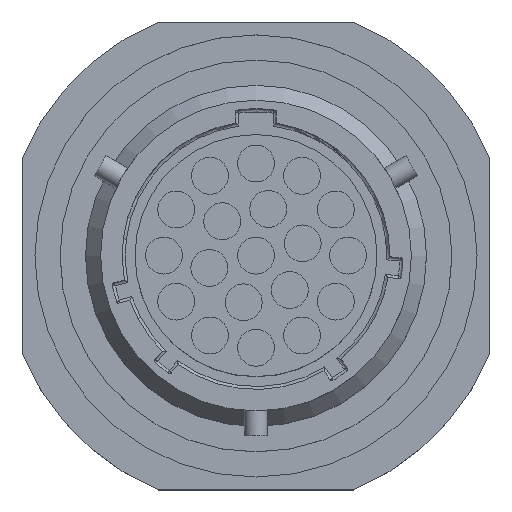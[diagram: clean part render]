
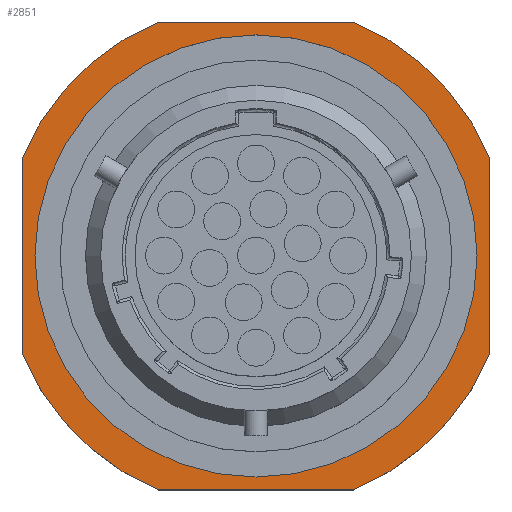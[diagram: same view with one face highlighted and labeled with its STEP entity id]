
A CAD part, top view. The second image highlights one B-rep face of the part: STEP entity #2851.
In plain terms, the highlighted planar face has unit normal (0, 0, 1).
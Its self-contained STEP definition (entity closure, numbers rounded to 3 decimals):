
#76=LINE($,#4945,#152);
#84=LINE($,#4967,#160);
#85=LINE($,#4968,#161);
#86=LINE($,#4969,#162);
#152=VECTOR($,#4128,15.94);
#160=VECTOR($,#4152,15.94);
#161=VECTOR($,#4153,15.94);
#162=VECTOR($,#4154,15.94);
#385=FACE_BOUND($,#1045,.T.);
#683=FACE_OUTER_BOUND($,#1044,.T.);
#1044=EDGE_LOOP($,(#2214,#2215,#2216,#2217,#2218,#2219,#2220,#2221));
#1045=EDGE_LOOP($,(#2222));
#1274=CIRCLE($,#3331,20.65);
#1276=CIRCLE($,#3334,20.65);
#1280=CIRCLE($,#3341,20.65);
#1281=CIRCLE($,#3343,20.65);
#1282=CIRCLE($,#3345,18.);
#1480=VERTEX_POINT($,#4924);
#1481=VERTEX_POINT($,#4925);
#1484=VERTEX_POINT($,#4933);
#1485=VERTEX_POINT($,#4934);
#1488=VERTEX_POINT($,#4942);
#1493=VERTEX_POINT($,#4957);
#1494=VERTEX_POINT($,#4961);
#1495=VERTEX_POINT($,#4962);
#1496=VERTEX_POINT($,#4970);
#1730=EDGE_CURVE($,#1480,#1481,#1274,.T.);
#1734=EDGE_CURVE($,#1484,#1485,#1276,.T.);
#1739=EDGE_CURVE($,#1488,#1480,#76,.T.);
#1747=EDGE_CURVE($,#1488,#1493,#1280,.T.);
#1748=EDGE_CURVE($,#1494,#1495,#1281,.T.);
#1751=EDGE_CURVE($,#1494,#1493,#84,.T.);
#1752=EDGE_CURVE($,#1485,#1495,#85,.T.);
#1753=EDGE_CURVE($,#1481,#1484,#86,.T.);
#1754=EDGE_CURVE($,#1496,#1496,#1282,.T.);
#2214=ORIENTED_EDGE($,*,*,#1747,.T.);
#2215=ORIENTED_EDGE($,*,*,#1751,.F.);
#2216=ORIENTED_EDGE($,*,*,#1748,.T.);
#2217=ORIENTED_EDGE($,*,*,#1752,.F.);
#2218=ORIENTED_EDGE($,*,*,#1734,.F.);
#2219=ORIENTED_EDGE($,*,*,#1753,.F.);
#2220=ORIENTED_EDGE($,*,*,#1730,.F.);
#2221=ORIENTED_EDGE($,*,*,#1739,.F.);
#2222=ORIENTED_EDGE($,*,*,#1754,.F.);
#2645=PLANE($,#3344);
#2851=ADVANCED_FACE($,(#683,#385),#2645,.F.);
#3331=AXIS2_PLACEMENT_3D($,#4926,#4111,#4112);
#3334=AXIS2_PLACEMENT_3D($,#4935,#4119,#4120);
#3341=AXIS2_PLACEMENT_3D($,#4959,#4142,#4143);
#3343=AXIS2_PLACEMENT_3D($,#4963,#4146,#4147);
#3344=AXIS2_PLACEMENT_3D($,#4966,#4150,#4151);
#3345=AXIS2_PLACEMENT_3D($,#4971,#4155,#4156);
#4111=DIRECTION('center_axis',(0.,0.,-1.));
#4112=DIRECTION('ref_axis',(0.386,0.923,0.));
#4119=DIRECTION('center_axis',(0.,0.,-1.));
#4120=DIRECTION('ref_axis',(0.923,-0.386,0.));
#4128=DIRECTION($,(1.,0.,0.));
#4142=DIRECTION('center_axis',(0.,0.,1.));
#4143=DIRECTION('ref_axis',(-0.386,0.923,0.));
#4146=DIRECTION('center_axis',(0.,0.,1.));
#4147=DIRECTION('ref_axis',(-0.923,-0.386,0.));
#4150=DIRECTION('center_axis',(0.,0.,-1.));
#4151=DIRECTION('ref_axis',(-1.,0.,0.));
#4152=DIRECTION($,(0.,1.,0.));
#4153=DIRECTION($,(-1.,0.,0.));
#4154=DIRECTION($,(0.,-1.,0.));
#4155=DIRECTION('center_axis',(0.,0.,1.));
#4156=DIRECTION('ref_axis',(0.,1.,0.));
#4924=CARTESIAN_POINT('',(7.97,19.05,5.82));
#4925=CARTESIAN_POINT('',(19.05,7.97,5.82));
#4926=CARTESIAN_POINT('Origin',(0.,0.,5.82));
#4933=CARTESIAN_POINT('',(19.05,-7.97,5.82));
#4934=CARTESIAN_POINT('',(7.97,-19.05,5.82));
#4935=CARTESIAN_POINT('Origin',(0.,0.,5.82));
#4942=CARTESIAN_POINT('',(-7.97,19.05,5.82));
#4945=CARTESIAN_POINT($,(-7.97,19.05,5.82));
#4957=CARTESIAN_POINT('',(-19.05,7.97,5.82));
#4959=CARTESIAN_POINT('Origin',(0.,0.,5.82));
#4961=CARTESIAN_POINT('',(-19.05,-7.97,5.82));
#4962=CARTESIAN_POINT('',(-7.97,-19.05,5.82));
#4963=CARTESIAN_POINT('Origin',(0.,0.,5.82));
#4966=CARTESIAN_POINT('Origin',(20.955,20.955,5.82));
#4967=CARTESIAN_POINT($,(-19.05,-7.97,5.82));
#4968=CARTESIAN_POINT($,(7.97,-19.05,5.82));
#4969=CARTESIAN_POINT($,(19.05,7.97,5.82));
#4970=CARTESIAN_POINT('',(0.,-18.,5.82));
#4971=CARTESIAN_POINT('Origin',(0.,0.,5.82));
